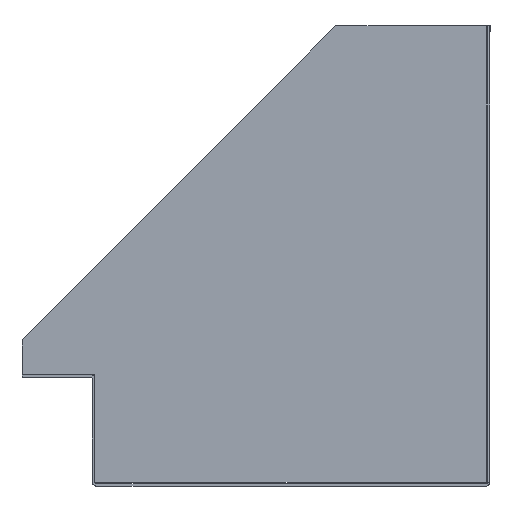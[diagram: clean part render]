
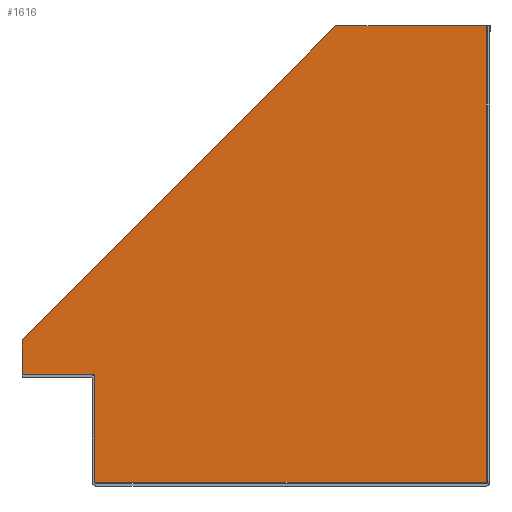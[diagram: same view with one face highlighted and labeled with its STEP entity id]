
A CAD part, left-side view. The second image highlights one B-rep face of the part: STEP entity #1616.
In plain terms, the highlighted planar face has unit normal (-1, 0, 0).
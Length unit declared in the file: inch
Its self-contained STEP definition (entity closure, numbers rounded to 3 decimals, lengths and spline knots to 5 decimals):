
#135=PLANE('',#1743);
#230=VECTOR('',#2035,1.);
#234=VECTOR('',#2040,1.);
#237=VECTOR('',#2044,1.);
#238=VECTOR('',#2045,1.);
#239=VECTOR('',#2046,1.);
#240=VECTOR('',#2047,1.);
#241=VECTOR('',#2048,1.);
#356=LINE('',#2428,#230);
#360=LINE('',#2437,#234);
#363=LINE('',#2443,#237);
#364=LINE('',#2445,#238);
#365=LINE('',#2447,#239);
#366=LINE('',#2449,#240);
#367=LINE('',#2451,#241);
#525=VERTEX_POINT('',#2429);
#526=VERTEX_POINT('',#2430);
#529=VERTEX_POINT('',#2438);
#531=VERTEX_POINT('',#2444);
#532=VERTEX_POINT('',#2446);
#533=VERTEX_POINT('',#2448);
#534=VERTEX_POINT('',#2450);
#786=EDGE_CURVE('',#525,#526,#356,.T.);
#790=EDGE_CURVE('',#529,#525,#360,.T.);
#793=EDGE_CURVE('',#531,#526,#363,.T.);
#794=EDGE_CURVE('',#532,#531,#364,.T.);
#795=EDGE_CURVE('',#533,#532,#365,.T.);
#796=EDGE_CURVE('',#533,#534,#366,.T.);
#797=EDGE_CURVE('',#529,#534,#367,.T.);
#1155=ORIENTED_EDGE('',*,*,#790,.T.);
#1156=ORIENTED_EDGE('',*,*,#786,.T.);
#1157=ORIENTED_EDGE('',*,*,#793,.F.);
#1158=ORIENTED_EDGE('',*,*,#794,.F.);
#1159=ORIENTED_EDGE('',*,*,#795,.F.);
#1160=ORIENTED_EDGE('',*,*,#796,.T.);
#1161=ORIENTED_EDGE('',*,*,#797,.F.);
#1389=EDGE_LOOP('',(#1155,#1156,#1157,#1158,#1159,#1160,#1161));
#1513=FACE_BOUND('',#1389,.T.);
#1616=ADVANCED_FACE('',(#1513),#135,.F.);
#1743=AXIS2_PLACEMENT_3D('',#2442,#2043,$);
#2035=DIRECTION('',(0.,0.,-1.));
#2040=DIRECTION('',(0.,-1.,0.));
#2043=DIRECTION('',(1.,0.,0.));
#2044=DIRECTION('',(0.,1.,0.));
#2045=DIRECTION('',(0.,0.,-1.));
#2046=DIRECTION('',(0.,-1.,0.));
#2047=DIRECTION('',(0.,0.707,-0.707));
#2048=DIRECTION('',(0.,0.,1.));
#2428=CARTESIAN_POINT('',(-33.83891,8.76286,-8.55845));
#2429=CARTESIAN_POINT('',(-33.83891,8.76286,-9.36745));
#2430=CARTESIAN_POINT('',(-33.83891,8.76286,-11.97045));
#2437=CARTESIAN_POINT('',(-33.83891,7.26433,-9.36745));
#2438=CARTESIAN_POINT('',(-33.83891,10.52286,-9.36745));
#2442=CARTESIAN_POINT('',(-33.83891,4.8858,-6.44795));
#2443=CARTESIAN_POINT('',(-33.83891,10.52286,-11.97045));
#2444=CARTESIAN_POINT('',(-33.83891,-0.71214,-11.97045));
#2445=CARTESIAN_POINT('',(-33.83891,-0.71214,-6.44795));
#2446=CARTESIAN_POINT('',(-33.83891,-0.71214,-0.92545));
#2447=CARTESIAN_POINT('',(-33.83891,-0.75126,-0.92545));
#2448=CARTESIAN_POINT('',(-33.83891,2.92626,-0.92545));
#2449=CARTESIAN_POINT('',(-33.83891,6.69592,-4.69511));
#2450=CARTESIAN_POINT('',(-33.83891,10.52286,-8.52205));
#2451=CARTESIAN_POINT('',(-33.83891,10.52286,-0.92545));
